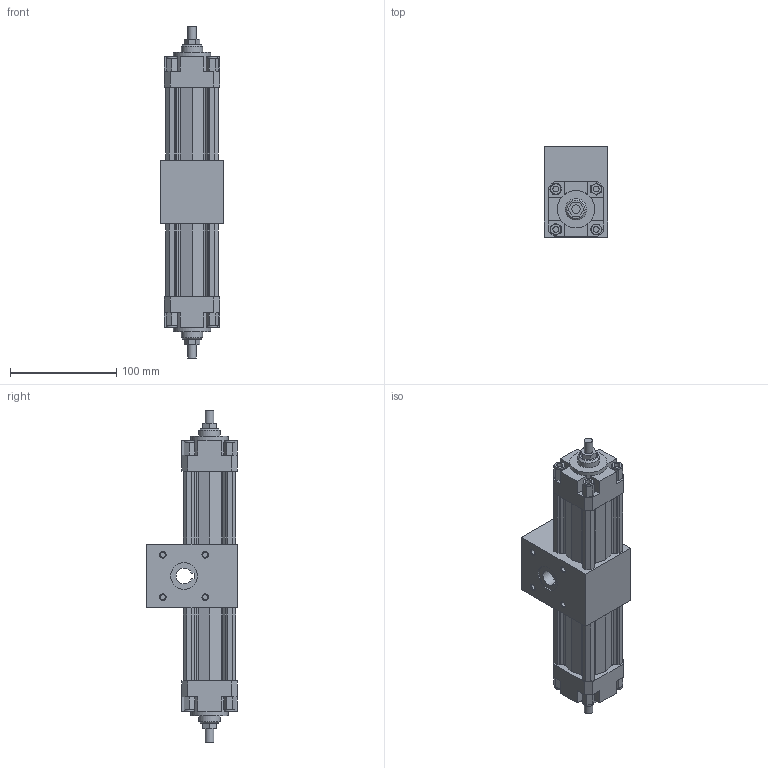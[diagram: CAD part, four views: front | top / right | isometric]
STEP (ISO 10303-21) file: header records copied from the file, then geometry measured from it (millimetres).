
FILE_DESCRIPTION(/* description */ ('CIL.ROTANTE d.40 90Gr. MAGN.'),/* implementation_level */ '2;1');
FILE_NAME(/* name */ '1330_40_90_01R.stp',/* time_stamp */ '2019-06-21T09:54:27+02:00',/* author */ ('maniean1'),/* organization */ ('Pneumax S.p.A.'),/* preprocessor_version */ 'ST-DEVELOPER v17',/* originating_system */ 'Autodesk Inventor 2019',/* authorisation */ '');
FILE_SCHEMA (('AUTOMOTIVE_DESIGN { 1 0 10303 214 3 1 1 }'));
Length unit declared in the file: millimetre
Products named in the file (1): 1330_40_90_01R
Bounding box: 60 x 85 x 312 mm (x, y, z)
Volume: 694373.4 mm3; surface area: 96536.1 mm2
Topology: 1 solids, 1 shells, 342 faces, 902 edges, 612 vertices
Faces by surface type: plane 271, cylinder 55, cone 16
Full cylindrical faces by diameter (mm): 4.917 x12, 5.5 x8, 8 x2, 9.7 x8, 11.445 x2, 20 x2, 25 x2, 35 x2
Entity records: 10732 total; most frequent: CARTESIAN_POINT 1857, ORIENTED_EDGE 1804, DIRECTION 1778, EDGE_CURVE 902, LINE 712, VECTOR 712, VERTEX_POINT 612, AXIS2_PLACEMENT_3D 533
